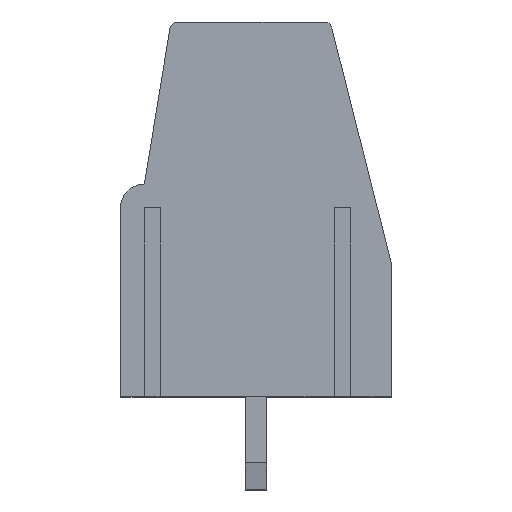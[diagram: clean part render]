
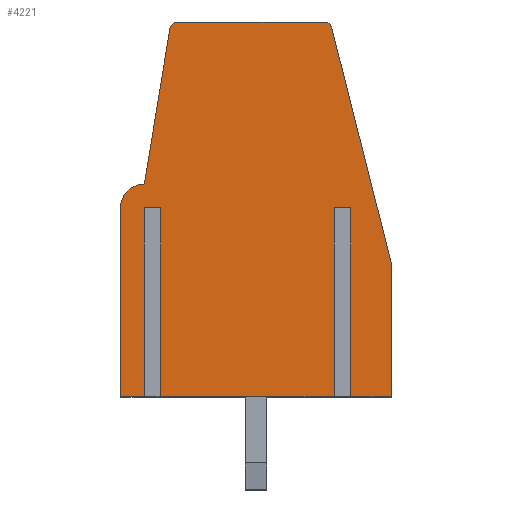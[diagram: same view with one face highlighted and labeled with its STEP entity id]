
A CAD part, top view. The second image highlights one B-rep face of the part: STEP entity #4221.
In plain terms, the highlighted planar face has unit normal (0, 0, 1).
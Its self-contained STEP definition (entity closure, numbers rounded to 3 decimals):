
#77 = ORIENTED_EDGE ( 'NONE', *, *, #906, .F. ) ;
#103 = ORIENTED_EDGE ( 'NONE', *, *, #237, .F. ) ;
#122 = LINE ( 'NONE', #471, #1944 ) ;
#169 = CARTESIAN_POINT ( 'NONE',  ( 7.9, 14.1, 2.54 ) ) ;
#175 = VERTEX_POINT ( 'NONE', #3003 ) ;
#237 = EDGE_CURVE ( 'NONE', #2784, #2698, #4549, .T. ) ;
#302 = AXIS2_PLACEMENT_3D ( 'NONE', #1886, #2889, #4357 ) ;
#366 = CARTESIAN_POINT ( 'NONE',  ( 0., 0., 2.54 ) ) ;
#450 = VERTEX_POINT ( 'NONE', #1645 ) ;
#471 = CARTESIAN_POINT ( 'NONE',  ( 0.9, 8., 2.54 ) ) ;
#479 = CARTESIAN_POINT ( 'NONE',  ( 10.2, 0., 2.54 ) ) ;
#486 = ORIENTED_EDGE ( 'NONE', *, *, #2968, .T. ) ;
#555 = VERTEX_POINT ( 'NONE', #2403 ) ;
#568 = DIRECTION ( 'NONE',  ( -1., 0., 0. ) ) ;
#664 = EDGE_CURVE ( 'NONE', #1201, #834, #2576, .T. ) ;
#834 = VERTEX_POINT ( 'NONE', #2015 ) ;
#899 = CARTESIAN_POINT ( 'NONE',  ( 10.2, 0., 2.54 ) ) ;
#906 = EDGE_CURVE ( 'NONE', #2502, #450, #4572, .T. ) ;
#1031 = DIRECTION ( 'NONE',  ( 0., 0., -1. ) ) ;
#1055 = VECTOR ( 'NONE', #3247, 1000. ) ;
#1060 = LINE ( 'NONE', #2091, #2345 ) ;
#1145 = LINE ( 'NONE', #4684, #1975 ) ;
#1171 = CARTESIAN_POINT ( 'NONE',  ( 0.89, 0., 2.54 ) ) ;
#1201 = VERTEX_POINT ( 'NONE', #4083 ) ;
#1214 = AXIS2_PLACEMENT_3D ( 'NONE', #2723, #1660, #3800 ) ;
#1226 = ORIENTED_EDGE ( 'NONE', *, *, #3058, .F. ) ;
#1340 = LINE ( 'NONE', #169, #3462 ) ;
#1387 = CARTESIAN_POINT ( 'NONE',  ( 2.155, 14.1, 2.54 ) ) ;
#1391 = DIRECTION ( 'NONE',  ( 0., -1., 0. ) ) ;
#1408 = CARTESIAN_POINT ( 'NONE',  ( 0.89, 66.33, 2.54 ) ) ;
#1432 = CARTESIAN_POINT ( 'NONE',  ( 7.666, 13.8, 2.54 ) ) ;
#1472 = CARTESIAN_POINT ( 'NONE',  ( 1.51, 66.33, 2.54 ) ) ;
#1509 = PLANE ( 'NONE',  #302 ) ;
#1604 = DIRECTION ( 'NONE',  ( -1., 0., 0. ) ) ;
#1645 = CARTESIAN_POINT ( 'NONE',  ( 0.9, 8., 2.54 ) ) ;
#1660 = DIRECTION ( 'NONE',  ( 0., 0., 1. ) ) ;
#1675 = DIRECTION ( 'NONE',  ( 1., 0., 0. ) ) ;
#1704 = ORIENTED_EDGE ( 'NONE', *, *, #3632, .T. ) ;
#1706 = VERTEX_POINT ( 'NONE', #2401 ) ;
#1767 = CARTESIAN_POINT ( 'NONE',  ( 1.859, 13.849, 2.54 ) ) ;
#1799 = ORIENTED_EDGE ( 'NONE', *, *, #4183, .F. ) ;
#1805 = CARTESIAN_POINT ( 'NONE',  ( 8.04, 66.33, 2.54 ) ) ;
#1862 = VERTEX_POINT ( 'NONE', #1171 ) ;
#1886 = CARTESIAN_POINT ( 'NONE',  ( 0.9, 7.1, 2.54 ) ) ;
#1944 = VECTOR ( 'NONE', #2612, 1000. ) ;
#1965 = CARTESIAN_POINT ( 'NONE',  ( 0.89, 7.1, 2.54 ) ) ;
#1975 = VECTOR ( 'NONE', #2593, 1000. ) ;
#2015 = CARTESIAN_POINT ( 'NONE',  ( 8.04, 0., 2.54 ) ) ;
#2051 = VECTOR ( 'NONE', #1604, 1000. ) ;
#2068 = CARTESIAN_POINT ( 'NONE',  ( 10.2, 0., 2.54 ) ) ;
#2076 = DIRECTION ( 'NONE',  ( 0., -1., 0. ) ) ;
#2091 = CARTESIAN_POINT ( 'NONE',  ( 8.66, 7.1, 2.54 ) ) ;
#2105 = VERTEX_POINT ( 'NONE', #4611 ) ;
#2116 = EDGE_CURVE ( 'NONE', #2698, #1862, #4632, .T. ) ;
#2128 = CARTESIAN_POINT ( 'NONE',  ( 10.2, 0., 2.54 ) ) ;
#2209 = VECTOR ( 'NONE', #2918, 1000. ) ;
#2210 = VERTEX_POINT ( 'NONE', #4371 ) ;
#2299 = CARTESIAN_POINT ( 'NONE',  ( 1.51, 7.1, 2.54 ) ) ;
#2345 = VECTOR ( 'NONE', #2511, 1000. ) ;
#2368 = ORIENTED_EDGE ( 'NONE', *, *, #3758, .F. ) ;
#2385 = LINE ( 'NONE', #4187, #2774 ) ;
#2401 = CARTESIAN_POINT ( 'NONE',  ( 0., 0., 2.54 ) ) ;
#2403 = CARTESIAN_POINT ( 'NONE',  ( 1.51, 0., 2.54 ) ) ;
#2454 = EDGE_CURVE ( 'NONE', #834, #555, #3444, .T. ) ;
#2468 = VECTOR ( 'NONE', #3854, 1000. ) ;
#2478 = CARTESIAN_POINT ( 'NONE',  ( 8.66, 7.1, 2.54 ) ) ;
#2479 = DIRECTION ( 'NONE',  ( 1., 0., 0. ) ) ;
#2502 = VERTEX_POINT ( 'NONE', #3067 ) ;
#2511 = DIRECTION ( 'NONE',  ( -1., 0., 0. ) ) ;
#2527 = ORIENTED_EDGE ( 'NONE', *, *, #3328, .F. ) ;
#2576 = LINE ( 'NONE', #1805, #2209 ) ;
#2593 = DIRECTION ( 'NONE',  ( 0., -1., 0. ) ) ;
#2610 = CIRCLE ( 'NONE', #2848, 0.3 ) ;
#2612 = DIRECTION ( 'NONE',  ( 0.162, 0.987, 0. ) ) ;
#2698 = VERTEX_POINT ( 'NONE', #1965 ) ;
#2723 = CARTESIAN_POINT ( 'NONE',  ( 2.155, 13.8, 2.54 ) ) ;
#2774 = VECTOR ( 'NONE', #1675, 1000. ) ;
#2784 = VERTEX_POINT ( 'NONE', #3891 ) ;
#2798 = ORIENTED_EDGE ( 'NONE', *, *, #664, .F. ) ;
#2846 = CARTESIAN_POINT ( 'NONE',  ( 10.2, 5., 2.54 ) ) ;
#2848 = AXIS2_PLACEMENT_3D ( 'NONE', #1432, #2887, #3978 ) ;
#2871 = VERTEX_POINT ( 'NONE', #1387 ) ;
#2887 = DIRECTION ( 'NONE',  ( 0., 0., 1. ) ) ;
#2889 = DIRECTION ( 'NONE',  ( 0., 0., -1. ) ) ;
#2909 = FACE_OUTER_BOUND ( 'NONE', #3714, .T. ) ;
#2918 = DIRECTION ( 'NONE',  ( 0., -1., 0. ) ) ;
#2968 = EDGE_CURVE ( 'NONE', #2210, #3987, #2610, .T. ) ;
#2972 = VECTOR ( 'NONE', #568, 1000. ) ;
#2977 = ORIENTED_EDGE ( 'NONE', *, *, #3117, .F. ) ;
#3003 = CARTESIAN_POINT ( 'NONE',  ( 10.2, 5., 2.54 ) ) ;
#3012 = ORIENTED_EDGE ( 'NONE', *, *, #3513, .F. ) ;
#3058 = EDGE_CURVE ( 'NONE', #2871, #3987, #2385, .T. ) ;
#3067 = CARTESIAN_POINT ( 'NONE',  ( 0., 7.1, 2.54 ) ) ;
#3104 = CARTESIAN_POINT ( 'NONE',  ( 0.9, 7.1, 2.54 ) ) ;
#3117 = EDGE_CURVE ( 'NONE', #2210, #175, #1340, .T. ) ;
#3247 = DIRECTION ( 'NONE',  ( 0., 1., 0. ) ) ;
#3254 = ORIENTED_EDGE ( 'NONE', *, *, #3878, .F. ) ;
#3313 = VERTEX_POINT ( 'NONE', #1767 ) ;
#3328 = EDGE_CURVE ( 'NONE', #450, #3313, #122, .T. ) ;
#3330 = ORIENTED_EDGE ( 'NONE', *, *, #4012, .T. ) ;
#3366 = DIRECTION ( 'NONE',  ( 0., -1., 0. ) ) ;
#3444 = LINE ( 'NONE', #899, #2468 ) ;
#3449 = VECTOR ( 'NONE', #2076, 1000. ) ;
#3462 = VECTOR ( 'NONE', #3858, 1000. ) ;
#3477 = VERTEX_POINT ( 'NONE', #2068 ) ;
#3513 = EDGE_CURVE ( 'NONE', #4144, #1201, #1060, .T. ) ;
#3632 = EDGE_CURVE ( 'NONE', #2784, #555, #3677, .T. ) ;
#3677 = LINE ( 'NONE', #1472, #3941 ) ;
#3714 = EDGE_LOOP ( 'NONE', ( #103, #1704, #4319, #2798, #3012, #3771, #3934, #1799, #2977, #486, #1226, #3330, #2527, #77, #3254, #2368, #4468 ) ) ;
#3758 = EDGE_CURVE ( 'NONE', #1862, #1706, #4293, .T. ) ;
#3771 = ORIENTED_EDGE ( 'NONE', *, *, #4214, .T. ) ;
#3794 = VECTOR ( 'NONE', #3898, 1000. ) ;
#3800 = DIRECTION ( 'NONE',  ( -1., 0., 0. ) ) ;
#3827 = CARTESIAN_POINT ( 'NONE',  ( 7.666, 14.1, 2.54 ) ) ;
#3854 = DIRECTION ( 'NONE',  ( -1., 0., 0. ) ) ;
#3858 = DIRECTION ( 'NONE',  ( 0.245, -0.97, 0. ) ) ;
#3878 = EDGE_CURVE ( 'NONE', #1706, #2502, #4056, .T. ) ;
#3891 = CARTESIAN_POINT ( 'NONE',  ( 1.51, 7.1, 2.54 ) ) ;
#3898 = DIRECTION ( 'NONE',  ( -1., 0., 0. ) ) ;
#3934 = ORIENTED_EDGE ( 'NONE', *, *, #4299, .F. ) ;
#3941 = VECTOR ( 'NONE', #3366, 1000. ) ;
#3978 = DIRECTION ( 'NONE',  ( -1., 0., 0. ) ) ;
#3987 = VERTEX_POINT ( 'NONE', #3827 ) ;
#4012 = EDGE_CURVE ( 'NONE', #2871, #3313, #4318, .T. ) ;
#4021 = VECTOR ( 'NONE', #1391, 1000. ) ;
#4056 = LINE ( 'NONE', #366, #1055 ) ;
#4083 = CARTESIAN_POINT ( 'NONE',  ( 8.04, 7.1, 2.54 ) ) ;
#4092 = LINE ( 'NONE', #479, #2051 ) ;
#4144 = VERTEX_POINT ( 'NONE', #2478 ) ;
#4183 = EDGE_CURVE ( 'NONE', #175, #3477, #4637, .T. ) ;
#4187 = CARTESIAN_POINT ( 'NONE',  ( 1.9, 14.1, 2.54 ) ) ;
#4214 = EDGE_CURVE ( 'NONE', #4144, #2105, #1145, .T. ) ;
#4221 = ADVANCED_FACE ( 'NONE', ( #2909 ), #1509, .F. ) ;
#4293 = LINE ( 'NONE', #2128, #3794 ) ;
#4299 = EDGE_CURVE ( 'NONE', #3477, #2105, #4092, .T. ) ;
#4318 = CIRCLE ( 'NONE', #1214, 0.3 ) ;
#4319 = ORIENTED_EDGE ( 'NONE', *, *, #2454, .F. ) ;
#4357 = DIRECTION ( 'NONE',  ( -1., 0., 0. ) ) ;
#4371 = CARTESIAN_POINT ( 'NONE',  ( 7.957, 13.874, 2.54 ) ) ;
#4468 = ORIENTED_EDGE ( 'NONE', *, *, #2116, .F. ) ;
#4549 = LINE ( 'NONE', #2299, #2972 ) ;
#4572 = CIRCLE ( 'NONE', #4643, 0.9 ) ;
#4611 = CARTESIAN_POINT ( 'NONE',  ( 8.66, 0., 2.54 ) ) ;
#4632 = LINE ( 'NONE', #1408, #3449 ) ;
#4637 = LINE ( 'NONE', #2846, #4021 ) ;
#4643 = AXIS2_PLACEMENT_3D ( 'NONE', #3104, #1031, #2479 ) ;
#4684 = CARTESIAN_POINT ( 'NONE',  ( 8.66, 66.33, 2.54 ) ) ;
